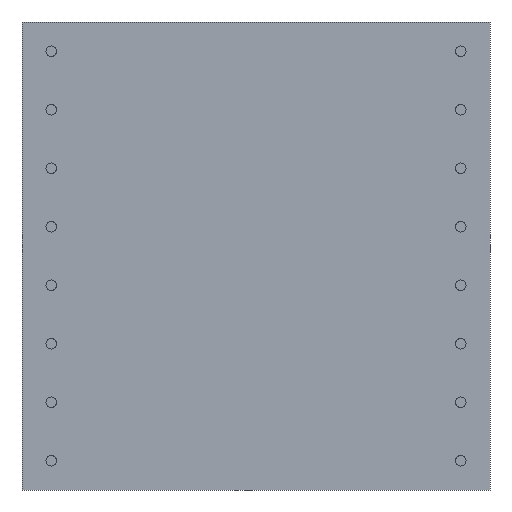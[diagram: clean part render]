
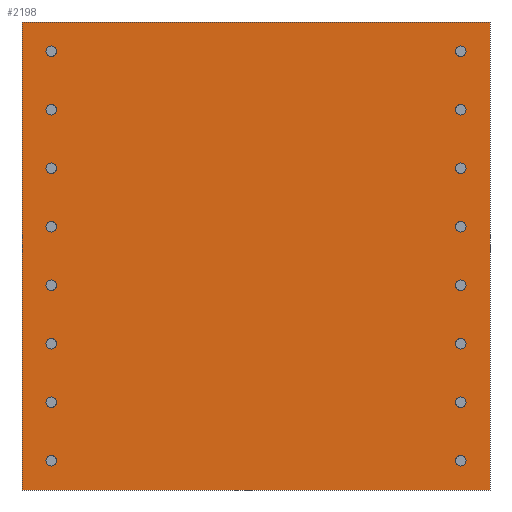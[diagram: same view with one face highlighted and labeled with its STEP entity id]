
A CAD part, front view. The second image highlights one B-rep face of the part: STEP entity #2198.
In plain terms, the highlighted planar face has unit normal (0, -1, 0).
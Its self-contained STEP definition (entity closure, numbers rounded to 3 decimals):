
#78=FACE_BOUND('',#576,.T.);
#79=FACE_BOUND('',#577,.T.);
#80=FACE_BOUND('',#578,.T.);
#81=FACE_BOUND('',#579,.T.);
#82=FACE_BOUND('',#580,.T.);
#83=FACE_BOUND('',#581,.T.);
#84=FACE_BOUND('',#582,.T.);
#85=FACE_BOUND('',#583,.T.);
#86=FACE_BOUND('',#584,.T.);
#87=FACE_BOUND('',#585,.T.);
#88=FACE_BOUND('',#586,.T.);
#89=FACE_BOUND('',#587,.T.);
#90=FACE_BOUND('',#588,.T.);
#91=FACE_BOUND('',#589,.T.);
#92=FACE_BOUND('',#590,.T.);
#93=FACE_BOUND('',#591,.T.);
#179=PLANE('',#2538);
#345=FACE_OUTER_BOUND('',#575,.T.);
#575=EDGE_LOOP('',(#1840,#1841,#1842,#1843));
#576=EDGE_LOOP('',(#1844));
#577=EDGE_LOOP('',(#1845));
#578=EDGE_LOOP('',(#1846));
#579=EDGE_LOOP('',(#1847));
#580=EDGE_LOOP('',(#1848));
#581=EDGE_LOOP('',(#1849));
#582=EDGE_LOOP('',(#1850));
#583=EDGE_LOOP('',(#1851));
#584=EDGE_LOOP('',(#1852));
#585=EDGE_LOOP('',(#1853));
#586=EDGE_LOOP('',(#1854));
#587=EDGE_LOOP('',(#1855));
#588=EDGE_LOOP('',(#1856));
#589=EDGE_LOOP('',(#1857));
#590=EDGE_LOOP('',(#1858));
#591=EDGE_LOOP('',(#1859));
#672=LINE('',#3849,#764);
#676=LINE('',#3857,#768);
#679=LINE('',#3863,#771);
#682=LINE('',#3868,#774);
#764=VECTOR('',#3263,10.);
#768=VECTOR('',#3269,10.);
#771=VECTOR('',#3274,10.);
#774=VECTOR('',#3279,10.);
#905=CIRCLE('',#2471,0.225);
#907=CIRCLE('',#2475,0.225);
#909=CIRCLE('',#2479,0.225);
#911=CIRCLE('',#2483,0.225);
#913=CIRCLE('',#2487,0.225);
#915=CIRCLE('',#2491,0.225);
#917=CIRCLE('',#2495,0.225);
#919=CIRCLE('',#2499,0.225);
#921=CIRCLE('',#2503,0.225);
#923=CIRCLE('',#2507,0.225);
#925=CIRCLE('',#2511,0.225);
#927=CIRCLE('',#2515,0.225);
#929=CIRCLE('',#2519,0.225);
#931=CIRCLE('',#2523,0.225);
#933=CIRCLE('',#2527,0.225);
#935=CIRCLE('',#2531,0.225);
#1065=VERTEX_POINT('',#3737);
#1067=VERTEX_POINT('',#3744);
#1069=VERTEX_POINT('',#3751);
#1071=VERTEX_POINT('',#3758);
#1073=VERTEX_POINT('',#3765);
#1075=VERTEX_POINT('',#3772);
#1077=VERTEX_POINT('',#3779);
#1079=VERTEX_POINT('',#3786);
#1081=VERTEX_POINT('',#3793);
#1083=VERTEX_POINT('',#3800);
#1085=VERTEX_POINT('',#3807);
#1087=VERTEX_POINT('',#3814);
#1089=VERTEX_POINT('',#3821);
#1091=VERTEX_POINT('',#3828);
#1093=VERTEX_POINT('',#3835);
#1095=VERTEX_POINT('',#3842);
#1096=VERTEX_POINT('',#3847);
#1097=VERTEX_POINT('',#3848);
#1100=VERTEX_POINT('',#3856);
#1102=VERTEX_POINT('',#3862);
#1298=EDGE_CURVE('',#1065,#1065,#905,.T.);
#1301=EDGE_CURVE('',#1067,#1067,#907,.T.);
#1304=EDGE_CURVE('',#1069,#1069,#909,.T.);
#1307=EDGE_CURVE('',#1071,#1071,#911,.T.);
#1310=EDGE_CURVE('',#1073,#1073,#913,.T.);
#1313=EDGE_CURVE('',#1075,#1075,#915,.T.);
#1316=EDGE_CURVE('',#1077,#1077,#917,.T.);
#1319=EDGE_CURVE('',#1079,#1079,#919,.T.);
#1322=EDGE_CURVE('',#1081,#1081,#921,.T.);
#1325=EDGE_CURVE('',#1083,#1083,#923,.T.);
#1328=EDGE_CURVE('',#1085,#1085,#925,.T.);
#1331=EDGE_CURVE('',#1087,#1087,#927,.T.);
#1334=EDGE_CURVE('',#1089,#1089,#929,.T.);
#1337=EDGE_CURVE('',#1091,#1091,#931,.T.);
#1340=EDGE_CURVE('',#1093,#1093,#933,.T.);
#1343=EDGE_CURVE('',#1095,#1095,#935,.T.);
#1344=EDGE_CURVE('',#1096,#1097,#672,.T.);
#1348=EDGE_CURVE('',#1100,#1096,#676,.T.);
#1351=EDGE_CURVE('',#1100,#1102,#679,.T.);
#1354=EDGE_CURVE('',#1102,#1097,#682,.T.);
#1840=ORIENTED_EDGE('',*,*,#1354,.T.);
#1841=ORIENTED_EDGE('',*,*,#1344,.F.);
#1842=ORIENTED_EDGE('',*,*,#1348,.F.);
#1843=ORIENTED_EDGE('',*,*,#1351,.T.);
#1844=ORIENTED_EDGE('',*,*,#1298,.T.);
#1845=ORIENTED_EDGE('',*,*,#1301,.T.);
#1846=ORIENTED_EDGE('',*,*,#1304,.T.);
#1847=ORIENTED_EDGE('',*,*,#1307,.T.);
#1848=ORIENTED_EDGE('',*,*,#1310,.T.);
#1849=ORIENTED_EDGE('',*,*,#1313,.T.);
#1850=ORIENTED_EDGE('',*,*,#1316,.T.);
#1851=ORIENTED_EDGE('',*,*,#1319,.T.);
#1852=ORIENTED_EDGE('',*,*,#1322,.T.);
#1853=ORIENTED_EDGE('',*,*,#1325,.T.);
#1854=ORIENTED_EDGE('',*,*,#1328,.T.);
#1855=ORIENTED_EDGE('',*,*,#1331,.T.);
#1856=ORIENTED_EDGE('',*,*,#1334,.T.);
#1857=ORIENTED_EDGE('',*,*,#1337,.T.);
#1858=ORIENTED_EDGE('',*,*,#1340,.T.);
#1859=ORIENTED_EDGE('',*,*,#1343,.T.);
#2198=ADVANCED_FACE('',(#345,#78,#79,#80,#81,#82,#83,#84,#85,#86,#87,#88,
#89,#90,#91,#92,#93),#179,.F.);
#2471=AXIS2_PLACEMENT_3D('',#3739,#3122,#3123);
#2475=AXIS2_PLACEMENT_3D('',#3746,#3131,#3132);
#2479=AXIS2_PLACEMENT_3D('',#3753,#3140,#3141);
#2483=AXIS2_PLACEMENT_3D('',#3760,#3149,#3150);
#2487=AXIS2_PLACEMENT_3D('',#3767,#3158,#3159);
#2491=AXIS2_PLACEMENT_3D('',#3774,#3167,#3168);
#2495=AXIS2_PLACEMENT_3D('',#3781,#3176,#3177);
#2499=AXIS2_PLACEMENT_3D('',#3788,#3185,#3186);
#2503=AXIS2_PLACEMENT_3D('',#3795,#3194,#3195);
#2507=AXIS2_PLACEMENT_3D('',#3802,#3203,#3204);
#2511=AXIS2_PLACEMENT_3D('',#3809,#3212,#3213);
#2515=AXIS2_PLACEMENT_3D('',#3816,#3221,#3222);
#2519=AXIS2_PLACEMENT_3D('',#3823,#3230,#3231);
#2523=AXIS2_PLACEMENT_3D('',#3830,#3239,#3240);
#2527=AXIS2_PLACEMENT_3D('',#3837,#3248,#3249);
#2531=AXIS2_PLACEMENT_3D('',#3844,#3257,#3258);
#2538=AXIS2_PLACEMENT_3D('',#3871,#3283,#3284);
#3122=DIRECTION('center_axis',(0.,1.,0.));
#3123=DIRECTION('ref_axis',(1.,0.,0.));
#3131=DIRECTION('center_axis',(0.,1.,0.));
#3132=DIRECTION('ref_axis',(1.,0.,0.));
#3140=DIRECTION('center_axis',(0.,1.,0.));
#3141=DIRECTION('ref_axis',(1.,0.,0.));
#3149=DIRECTION('center_axis',(0.,1.,0.));
#3150=DIRECTION('ref_axis',(1.,0.,0.));
#3158=DIRECTION('center_axis',(0.,1.,0.));
#3159=DIRECTION('ref_axis',(1.,0.,0.));
#3167=DIRECTION('center_axis',(0.,1.,0.));
#3168=DIRECTION('ref_axis',(1.,0.,0.));
#3176=DIRECTION('center_axis',(0.,1.,0.));
#3177=DIRECTION('ref_axis',(1.,0.,0.));
#3185=DIRECTION('center_axis',(0.,1.,0.));
#3186=DIRECTION('ref_axis',(1.,0.,0.));
#3194=DIRECTION('center_axis',(0.,1.,0.));
#3195=DIRECTION('ref_axis',(1.,0.,0.));
#3203=DIRECTION('center_axis',(0.,1.,0.));
#3204=DIRECTION('ref_axis',(1.,0.,0.));
#3212=DIRECTION('center_axis',(0.,1.,0.));
#3213=DIRECTION('ref_axis',(1.,0.,0.));
#3221=DIRECTION('center_axis',(0.,1.,0.));
#3222=DIRECTION('ref_axis',(1.,0.,0.));
#3230=DIRECTION('center_axis',(0.,1.,0.));
#3231=DIRECTION('ref_axis',(1.,0.,0.));
#3239=DIRECTION('center_axis',(0.,1.,0.));
#3240=DIRECTION('ref_axis',(1.,0.,0.));
#3248=DIRECTION('center_axis',(0.,1.,0.));
#3249=DIRECTION('ref_axis',(1.,0.,0.));
#3257=DIRECTION('center_axis',(0.,1.,0.));
#3258=DIRECTION('ref_axis',(1.,0.,0.));
#3263=DIRECTION('',(-1.,0.,0.));
#3269=DIRECTION('',(0.,0.,-1.));
#3274=DIRECTION('',(-1.,0.,0.));
#3279=DIRECTION('',(0.,0.,-1.));
#3283=DIRECTION('center_axis',(0.,1.,0.));
#3284=DIRECTION('ref_axis',(1.,0.,0.));
#3737=CARTESIAN_POINT('',(-8.975,0.,-8.75));
#3739=CARTESIAN_POINT('Origin',(-8.75,0.,-8.75));
#3744=CARTESIAN_POINT('',(-8.975,0.,1.25));
#3746=CARTESIAN_POINT('Origin',(-8.75,0.,1.25));
#3751=CARTESIAN_POINT('',(8.525,0.,-8.75));
#3753=CARTESIAN_POINT('Origin',(8.75,0.,-8.75));
#3758=CARTESIAN_POINT('',(8.525,0.,1.25));
#3760=CARTESIAN_POINT('Origin',(8.75,0.,1.25));
#3765=CARTESIAN_POINT('',(8.525,0.,8.75));
#3767=CARTESIAN_POINT('Origin',(8.75,0.,8.75));
#3772=CARTESIAN_POINT('',(8.525,0.,-1.25));
#3774=CARTESIAN_POINT('Origin',(8.75,0.,-1.25));
#3779=CARTESIAN_POINT('',(-8.975,0.,8.75));
#3781=CARTESIAN_POINT('Origin',(-8.75,0.,8.75));
#3786=CARTESIAN_POINT('',(-8.975,0.,-1.25));
#3788=CARTESIAN_POINT('Origin',(-8.75,0.,-1.25));
#3793=CARTESIAN_POINT('',(-8.975,0.,-6.25));
#3795=CARTESIAN_POINT('Origin',(-8.75,0.,-6.25));
#3800=CARTESIAN_POINT('',(-8.975,0.,3.75));
#3802=CARTESIAN_POINT('Origin',(-8.75,0.,3.75));
#3807=CARTESIAN_POINT('',(8.525,0.,-6.25));
#3809=CARTESIAN_POINT('Origin',(8.75,0.,-6.25));
#3814=CARTESIAN_POINT('',(8.525,0.,3.75));
#3816=CARTESIAN_POINT('Origin',(8.75,0.,3.75));
#3821=CARTESIAN_POINT('',(8.525,0.,6.25));
#3823=CARTESIAN_POINT('Origin',(8.75,0.,6.25));
#3828=CARTESIAN_POINT('',(8.525,0.,-3.75));
#3830=CARTESIAN_POINT('Origin',(8.75,0.,-3.75));
#3835=CARTESIAN_POINT('',(-8.975,0.,6.25));
#3837=CARTESIAN_POINT('Origin',(-8.75,0.,6.25));
#3842=CARTESIAN_POINT('',(-8.975,0.,-3.75));
#3844=CARTESIAN_POINT('Origin',(-8.75,0.,-3.75));
#3847=CARTESIAN_POINT('',(10.,0.,-10.));
#3848=CARTESIAN_POINT('',(-10.,0.,-10.));
#3849=CARTESIAN_POINT('',(10.,0.,-10.));
#3856=CARTESIAN_POINT('',(10.,0.,10.));
#3857=CARTESIAN_POINT('',(10.,0.,10.));
#3862=CARTESIAN_POINT('',(-10.,0.,10.));
#3863=CARTESIAN_POINT('',(-7.5,0.,10.));
#3868=CARTESIAN_POINT('',(-10.,0.,10.));
#3871=CARTESIAN_POINT('Origin',(0.,0.,0.));
